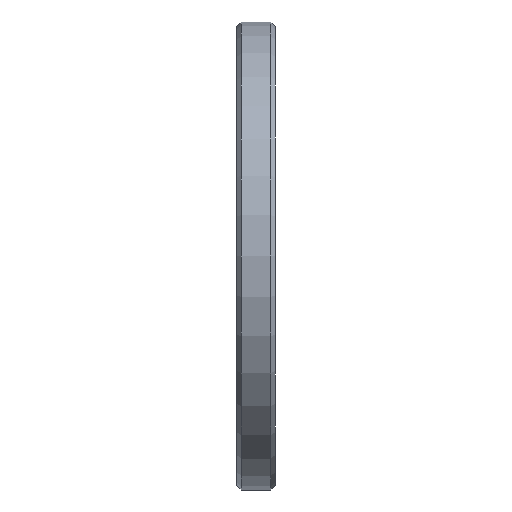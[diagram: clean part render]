
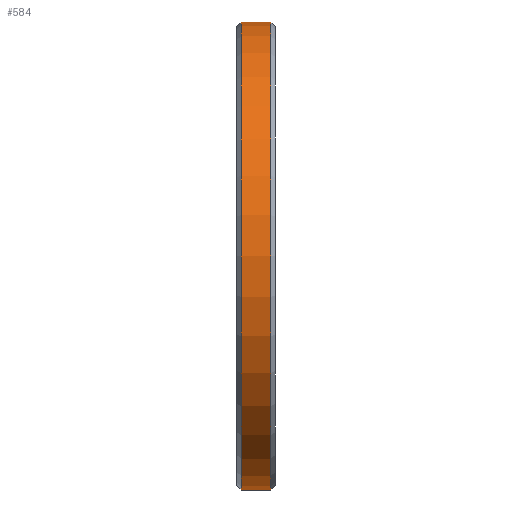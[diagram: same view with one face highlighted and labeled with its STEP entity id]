
A CAD part, front view. The second image highlights one B-rep face of the part: STEP entity #584.
In plain terms, the highlighted cylindrical face has radius 14.287 mm (diameter 28.575 mm), a partial arc.
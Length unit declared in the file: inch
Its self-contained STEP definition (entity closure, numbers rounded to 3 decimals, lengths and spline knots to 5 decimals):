
#22 = EDGE_CURVE ( 'NONE', #51, #299, #460, .T. ) ;
#51 = VERTEX_POINT ( 'NONE', #954 ) ;
#78 = VERTEX_POINT ( 'NONE', #1052 ) ;
#162 = ORIENTED_EDGE ( 'NONE', *, *, #735, .T. ) ;
#226 = DIRECTION ( 'NONE',  ( 1., 0., 0. ) ) ;
#229 = DIRECTION ( 'NONE',  ( 0., 0., -1. ) ) ;
#238 = ORIENTED_EDGE ( 'NONE', *, *, #285, .T. ) ;
#259 = VERTEX_POINT ( 'NONE', #461 ) ;
#260 = EDGE_CURVE ( 'NONE', #78, #299, #614, .T. ) ;
#267 = AXIS2_PLACEMENT_3D ( 'NONE', #764, #226, #229 ) ;
#285 = EDGE_CURVE ( 'NONE', #259, #78, #340, .T. ) ;
#287 = DIRECTION ( 'NONE',  ( -1., 0., 0. ) ) ;
#293 = CARTESIAN_POINT ( 'NONE',  ( 0.082, 0., 0.5625 ) ) ;
#295 = CIRCLE ( 'NONE', #992, 0.5625 ) ;
#299 = VERTEX_POINT ( 'NONE', #293 ) ;
#330 = EDGE_LOOP ( 'NONE', ( #572, #162, #238, #379 ) ) ;
#340 = LINE ( 'NONE', #720, #411 ) ;
#368 = CYLINDRICAL_SURFACE ( 'NONE', #267, 0.5625 ) ;
#374 = DIRECTION ( 'NONE',  ( 0., 0., -1. ) ) ;
#379 = ORIENTED_EDGE ( 'NONE', *, *, #260, .T. ) ;
#411 = VECTOR ( 'NONE', #741, 39.37008 ) ;
#460 = LINE ( 'NONE', #1138, #512 ) ;
#461 = CARTESIAN_POINT ( 'NONE',  ( 0.01, 0., -0.5625 ) ) ;
#462 = AXIS2_PLACEMENT_3D ( 'NONE', #833, #287, #374 ) ;
#512 = VECTOR ( 'NONE', #874, 39.37008 ) ;
#572 = ORIENTED_EDGE ( 'NONE', *, *, #22, .F. ) ;
#584 = ADVANCED_FACE ( 'NONE', ( #962 ), #368, .T. ) ;
#614 = CIRCLE ( 'NONE', #462, 0.5625 ) ;
#720 = CARTESIAN_POINT ( 'NONE',  ( 0., 0., -0.5625 ) ) ;
#735 = EDGE_CURVE ( 'NONE', #51, #259, #295, .T. ) ;
#741 = DIRECTION ( 'NONE',  ( 1., 0., 0. ) ) ;
#764 = CARTESIAN_POINT ( 'NONE',  ( 0., 0., 0. ) ) ;
#822 = DIRECTION ( 'NONE',  ( 1., 0., 0. ) ) ;
#833 = CARTESIAN_POINT ( 'NONE',  ( 0.082, 0., 0. ) ) ;
#874 = DIRECTION ( 'NONE',  ( 1., 0., 0. ) ) ;
#901 = DIRECTION ( 'NONE',  ( 0., 0., 1. ) ) ;
#954 = CARTESIAN_POINT ( 'NONE',  ( 0.01, 0., 0.5625 ) ) ;
#962 = FACE_OUTER_BOUND ( 'NONE', #330, .T. ) ;
#986 = CARTESIAN_POINT ( 'NONE',  ( 0.01, 0., 0. ) ) ;
#992 = AXIS2_PLACEMENT_3D ( 'NONE', #986, #822, #901 ) ;
#1052 = CARTESIAN_POINT ( 'NONE',  ( 0.082, 0., -0.5625 ) ) ;
#1138 = CARTESIAN_POINT ( 'NONE',  ( 0., 0., 0.5625 ) ) ;
